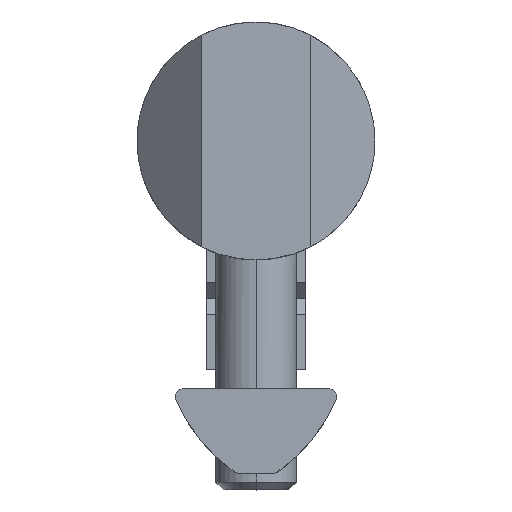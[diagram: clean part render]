
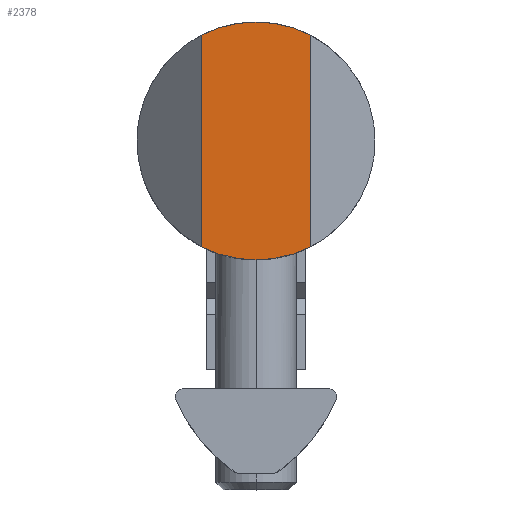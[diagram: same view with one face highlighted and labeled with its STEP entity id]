
A CAD part, top view. The second image highlights one B-rep face of the part: STEP entity #2378.
In plain terms, the highlighted planar face has unit normal (0, 0, 1).
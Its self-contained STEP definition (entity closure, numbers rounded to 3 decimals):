
#48 = VERTEX_POINT('',#49);
#49 = CARTESIAN_POINT('',(2.7,17.546,1.25));
#59 = CYLINDRICAL_SURFACE('',#60,5.9);
#60 = AXIS2_PLACEMENT_3D('',#61,#62,#63);
#61 = CARTESIAN_POINT('',(0.,12.3,1.25));
#62 = DIRECTION('',(0.,0.,1.));
#63 = DIRECTION('',(-1.,0.,0.));
#93 = PLANE('',#94);
#94 = AXIS2_PLACEMENT_3D('',#95,#96,#97);
#95 = CARTESIAN_POINT('',(6.694,18.3,-2.744));
#96 = DIRECTION('',(0.707,0.,0.707));
#97 = DIRECTION('',(0.,-1.,0.));
#122 = CYLINDRICAL_SURFACE('',#123,5.9);
#123 = AXIS2_PLACEMENT_3D('',#124,#125,#126);
#124 = CARTESIAN_POINT('',(0.,12.3,1.25));
#125 = DIRECTION('',(0.,0.,1.));
#126 = DIRECTION('',(-1.,0.,0.));
#187 = VERTEX_POINT('',#188);
#188 = CARTESIAN_POINT('',(-2.7,17.546,1.25));
#225 = PLANE('',#226);
#226 = AXIS2_PLACEMENT_3D('',#227,#228,#229);
#227 = CARTESIAN_POINT('',(-6.694,18.3,-2.744));
#228 = DIRECTION('',(-0.707,0.,0.707));
#229 = DIRECTION('',(0.,1.,0.));
#238 = EDGE_CURVE('',#187,#48,#239,.T.);
#239 = SURFACE_CURVE('',#240,(#245,#252),.PCURVE_S1.);
#240 = CIRCLE('',#241,5.9);
#241 = AXIS2_PLACEMENT_3D('',#242,#243,#244);
#242 = CARTESIAN_POINT('',(0.,12.3,1.25));
#243 = DIRECTION('',(0.,0.,-1.));
#244 = DIRECTION('',(-1.,0.,0.));
#245 = PCURVE('',#59,#246);
#246 = DEFINITIONAL_REPRESENTATION('',(#247),#251);
#247 = LINE('',#248,#249);
#248 = CARTESIAN_POINT('',(6.283,0.));
#249 = VECTOR('',#250,1.);
#250 = DIRECTION('',(-1.,0.));
#251 = ( GEOMETRIC_REPRESENTATION_CONTEXT(2) 
PARAMETRIC_REPRESENTATION_CONTEXT() REPRESENTATION_CONTEXT('2D SPACE',''
  ) );
#252 = PCURVE('',#253,#258);
#253 = PLANE('',#254);
#254 = AXIS2_PLACEMENT_3D('',#255,#256,#257);
#255 = CARTESIAN_POINT('',(0.,12.3,1.25));
#256 = DIRECTION('',(0.,0.,1.));
#257 = DIRECTION('',(1.,0.,-0.));
#258 = DEFINITIONAL_REPRESENTATION('',(#259),#267);
#259 = ( BOUNDED_CURVE() B_SPLINE_CURVE(2,(#260,#261,#262,#263,#264,#265
,#266),.UNSPECIFIED.,.T.,.F.) B_SPLINE_CURVE_WITH_KNOTS((1,2,2,2,2,1),(
    -2.094,0.,2.094,4.189,6.283,
8.378),.UNSPECIFIED.) CURVE() GEOMETRIC_REPRESENTATION_ITEM() 
RATIONAL_B_SPLINE_CURVE((1.,0.5,1.,0.5,1.,0.5,1.)) REPRESENTATION_ITEM(
  '') );
#260 = CARTESIAN_POINT('',(-5.9,0.));
#261 = CARTESIAN_POINT('',(-5.9,10.219));
#262 = CARTESIAN_POINT('',(2.95,5.11));
#263 = CARTESIAN_POINT('',(11.8,0.));
#264 = CARTESIAN_POINT('',(2.95,-5.11));
#265 = CARTESIAN_POINT('',(-5.9,-10.219));
#266 = CARTESIAN_POINT('',(-5.9,0.));
#267 = ( GEOMETRIC_REPRESENTATION_CONTEXT(2) 
PARAMETRIC_REPRESENTATION_CONTEXT() REPRESENTATION_CONTEXT('2D SPACE',''
  ) );
#1149 = VERTEX_POINT('',#1150);
#1150 = CARTESIAN_POINT('',(2.7,7.054,1.25));
#1195 = EDGE_CURVE('',#1149,#1196,#1198,.T.);
#1196 = VERTEX_POINT('',#1197);
#1197 = CARTESIAN_POINT('',(-2.7,7.054,1.25));
#1198 = SURFACE_CURVE('',#1199,(#1204,#1211),.PCURVE_S1.);
#1199 = CIRCLE('',#1200,5.9);
#1200 = AXIS2_PLACEMENT_3D('',#1201,#1202,#1203);
#1201 = CARTESIAN_POINT('',(0.,12.3,1.25));
#1202 = DIRECTION('',(0.,0.,-1.));
#1203 = DIRECTION('',(-1.,0.,0.));
#1204 = PCURVE('',#122,#1205);
#1205 = DEFINITIONAL_REPRESENTATION('',(#1206),#1210);
#1206 = LINE('',#1207,#1208);
#1207 = CARTESIAN_POINT('',(6.283,0.));
#1208 = VECTOR('',#1209,1.);
#1209 = DIRECTION('',(-1.,0.));
#1210 = ( GEOMETRIC_REPRESENTATION_CONTEXT(2) 
PARAMETRIC_REPRESENTATION_CONTEXT() REPRESENTATION_CONTEXT('2D SPACE',''
  ) );
#1211 = PCURVE('',#253,#1212);
#1212 = DEFINITIONAL_REPRESENTATION('',(#1213),#1221);
#1213 = ( BOUNDED_CURVE() B_SPLINE_CURVE(2,(#1214,#1215,#1216,#1217,
#1218,#1219,#1220),.UNSPECIFIED.,.T.,.F.) B_SPLINE_CURVE_WITH_KNOTS((1,2
    ,2,2,2,1),(-2.094,0.,2.094,4.189,
6.283,8.378),.UNSPECIFIED.) CURVE() 
GEOMETRIC_REPRESENTATION_ITEM() RATIONAL_B_SPLINE_CURVE((1.,0.5,1.,0.5,
1.,0.5,1.)) REPRESENTATION_ITEM('') );
#1214 = CARTESIAN_POINT('',(-5.9,0.));
#1215 = CARTESIAN_POINT('',(-5.9,10.219));
#1216 = CARTESIAN_POINT('',(2.95,5.11));
#1217 = CARTESIAN_POINT('',(11.8,0.));
#1218 = CARTESIAN_POINT('',(2.95,-5.11));
#1219 = CARTESIAN_POINT('',(-5.9,-10.219));
#1220 = CARTESIAN_POINT('',(-5.9,0.));
#1221 = ( GEOMETRIC_REPRESENTATION_CONTEXT(2) 
PARAMETRIC_REPRESENTATION_CONTEXT() REPRESENTATION_CONTEXT('2D SPACE',''
  ) );
#2378 = ADVANCED_FACE('',(#2379),#253,.T.);
#2379 = FACE_BOUND('',#2380,.T.);
#2380 = EDGE_LOOP('',(#2381,#2382,#2403,#2404));
#2381 = ORIENTED_EDGE('',*,*,#1195,.F.);
#2382 = ORIENTED_EDGE('',*,*,#2383,.T.);
#2383 = EDGE_CURVE('',#1149,#48,#2384,.T.);
#2384 = SURFACE_CURVE('',#2385,(#2389,#2396),.PCURVE_S1.);
#2385 = LINE('',#2386,#2387);
#2386 = CARTESIAN_POINT('',(2.7,12.3,1.25));
#2387 = VECTOR('',#2388,1.);
#2388 = DIRECTION('',(-0.,1.,0.));
#2389 = PCURVE('',#253,#2390);
#2390 = DEFINITIONAL_REPRESENTATION('',(#2391),#2395);
#2391 = LINE('',#2392,#2393);
#2392 = CARTESIAN_POINT('',(2.7,0.));
#2393 = VECTOR('',#2394,1.);
#2394 = DIRECTION('',(0.,1.));
#2395 = ( GEOMETRIC_REPRESENTATION_CONTEXT(2) 
PARAMETRIC_REPRESENTATION_CONTEXT() REPRESENTATION_CONTEXT('2D SPACE',''
  ) );
#2396 = PCURVE('',#93,#2397);
#2397 = DEFINITIONAL_REPRESENTATION('',(#2398),#2402);
#2398 = LINE('',#2399,#2400);
#2399 = CARTESIAN_POINT('',(6.,-5.648));
#2400 = VECTOR('',#2401,1.);
#2401 = DIRECTION('',(-1.,0.));
#2402 = ( GEOMETRIC_REPRESENTATION_CONTEXT(2) 
PARAMETRIC_REPRESENTATION_CONTEXT() REPRESENTATION_CONTEXT('2D SPACE',''
  ) );
#2403 = ORIENTED_EDGE('',*,*,#238,.F.);
#2404 = ORIENTED_EDGE('',*,*,#2405,.T.);
#2405 = EDGE_CURVE('',#187,#1196,#2406,.T.);
#2406 = SURFACE_CURVE('',#2407,(#2411,#2418),.PCURVE_S1.);
#2407 = LINE('',#2408,#2409);
#2408 = CARTESIAN_POINT('',(-2.7,12.3,1.25));
#2409 = VECTOR('',#2410,1.);
#2410 = DIRECTION('',(0.,-1.,-0.));
#2411 = PCURVE('',#253,#2412);
#2412 = DEFINITIONAL_REPRESENTATION('',(#2413),#2417);
#2413 = LINE('',#2414,#2415);
#2414 = CARTESIAN_POINT('',(-2.7,0.));
#2415 = VECTOR('',#2416,1.);
#2416 = DIRECTION('',(0.,-1.));
#2417 = ( GEOMETRIC_REPRESENTATION_CONTEXT(2) 
PARAMETRIC_REPRESENTATION_CONTEXT() REPRESENTATION_CONTEXT('2D SPACE',''
  ) );
#2418 = PCURVE('',#225,#2419);
#2419 = DEFINITIONAL_REPRESENTATION('',(#2420),#2424);
#2420 = LINE('',#2421,#2422);
#2421 = CARTESIAN_POINT('',(-6.,-5.648));
#2422 = VECTOR('',#2423,1.);
#2423 = DIRECTION('',(-1.,-0.));
#2424 = ( GEOMETRIC_REPRESENTATION_CONTEXT(2) 
PARAMETRIC_REPRESENTATION_CONTEXT() REPRESENTATION_CONTEXT('2D SPACE',''
  ) );
